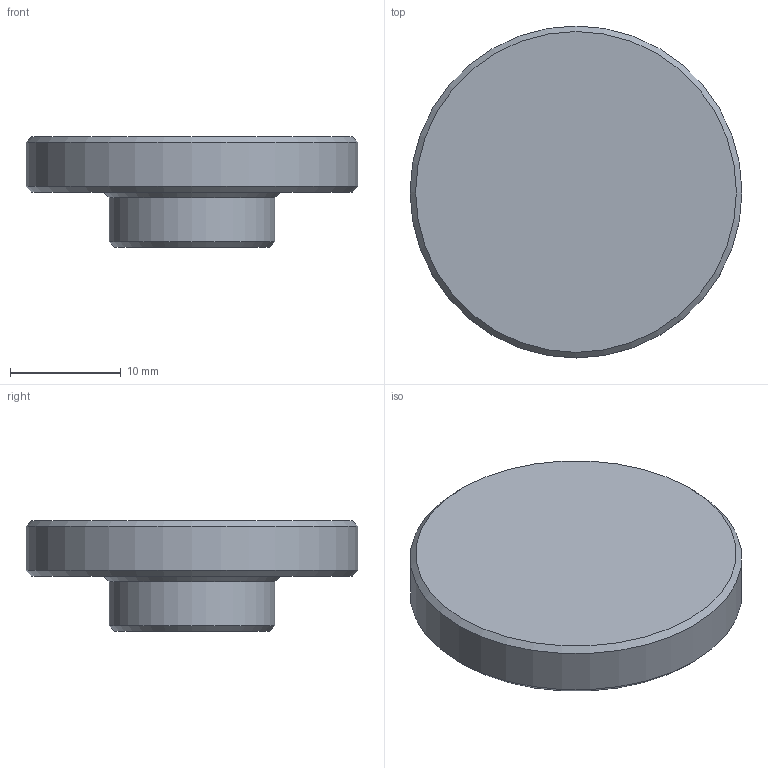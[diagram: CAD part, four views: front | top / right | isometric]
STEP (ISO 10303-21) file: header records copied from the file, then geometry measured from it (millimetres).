
FILE_DESCRIPTION(/* description */ ('Unknown'),/* implementation_level */ '2;1');
FILE_NAME(/* name */ 'bronicaS2A_mirrorDepthChecker_lensDisc',/* time_stamp */ '2026-01-13T14:15:55-05:00',/* author */ ('Unknown'),/* organization */ ('Unknown'),/* preprocessor_version */ 'ST-DEVELOPER v18.1',/* originating_system */ 'Solid Edge',/* authorisation */ 'Unknown');
FILE_SCHEMA (('AUTOMOTIVE_DESIGN {1 0 10303 214 3 1 1}'));
Length unit declared in the file: millimetre
Products named in the file (2): samyang_24mmTS; bronicaS2A_mirrorDepthChecker_30mmDisc
Assembly tree (1 placements, depth 2):
  samyang_24mmTS
    bronicaS2A_mirrorDepthChecker_30mmDisc
Bounding box: 30 x 30 x 10 mm (x, y, z)
Volume: 4080.3 mm3; surface area: 2230.7 mm2
Topology: 1 solids, 1 shells, 15 faces, 27 edges, 16 vertices
Faces by surface type: cone 5, cylinder 4, plane 4, bspline 2
Full cylindrical faces by diameter (mm): 15 x1, 30 x1
Entity records: 1553 total; most frequent: CARTESIAN_POINT 1250, DIRECTION 56, ORIENTED_EDGE 42, AXIS2_PLACEMENT_3D 28, EDGE_LOOP 23, FACE_BOUND 23, EDGE_CURVE 21, VERTEX_POINT 16
